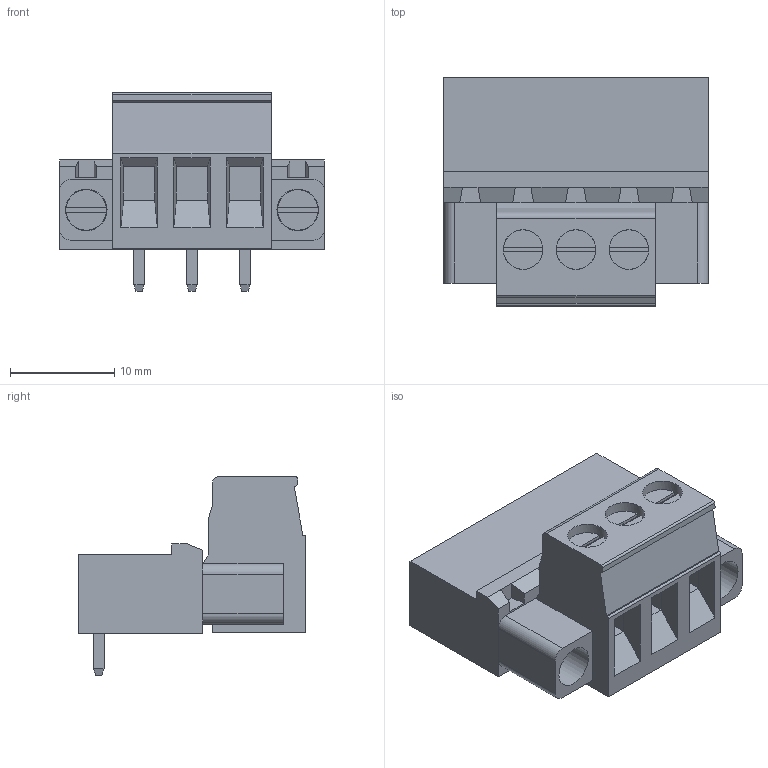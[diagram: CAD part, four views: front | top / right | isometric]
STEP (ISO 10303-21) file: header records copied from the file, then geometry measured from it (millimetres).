
FILE_DESCRIPTION(/* description */ ('model of PhoenixContact_MSTB-GF_03x5.08mm_Angled_ThreadedFlange.'),/* implementation_level */ FILE_NAME(/* name */ 'PhoenixContact_MSTB-GF_03x5.08mm_Angled_ThreadedFlange..stp',/* time_stamp */ '2017-06-08T17:36:10',/* author */ ('Rene Poeschl',''),/* organization */ (''),/* preprocessor_version */ '',/* originating_system */ '',/* authorisation */ '');
FILE_NAME(/* name */ 'PhoenixContact_MSTB-GF_03x5.08mm_Angled_ThreadedFlange..stp',/* time_stamp */ '2017-06-08T17:36:10',/* author */ ('Rene Poeschl',''),/* organization */ (''),/* preprocessor_version */ '',/* originating_system */ '',/* authorisation */ '');
FILE_SCHEMA(('AUTOMOTIVE_DESIGN_CC2 { 1 2 10303 214 -1 1 5 4 }'));
Length unit declared in the file: millimetre
Products named in the file (1): MSTB_01x03_GF_5_08mm
Bounding box: 25.4 x 21.9 x 19.05 mm (x, y, z)
Volume: 4633.4 mm3; surface area: 2663.4 mm2
Topology: 1 solids, 1 shells, 151 faces, 370 edges, 234 vertices
Faces by surface type: plane 125, cylinder 14, bspline 12
Full cylindrical faces by diameter (mm): 3.8 x3, 3.9 x2, 4 x2
Entity records: 5406 total; most frequent: CARTESIAN_POINT 804, ORIENTED_EDGE 740, DIRECTION 686, EDGE_CURVE 370, LINE 310, VECTOR 310, VERTEX_POINT 234, AXIS2_PLACEMENT_3D 188
